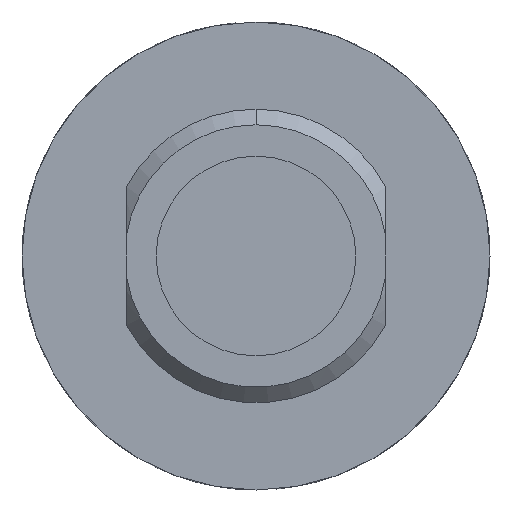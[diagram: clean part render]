
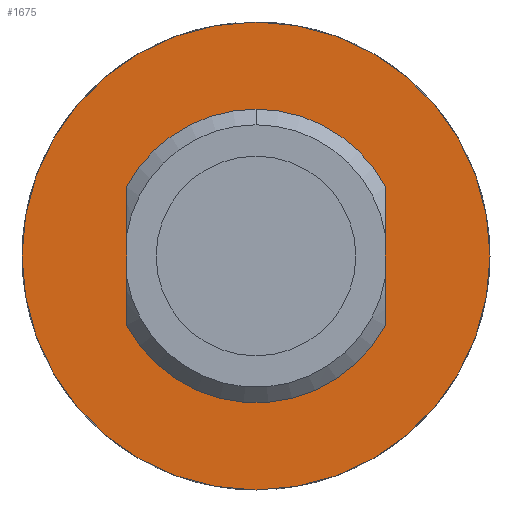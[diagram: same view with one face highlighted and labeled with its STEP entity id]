
A CAD part, front view. The second image highlights one B-rep face of the part: STEP entity #1675.
In plain terms, the highlighted planar face has unit normal (0, -1, 0).
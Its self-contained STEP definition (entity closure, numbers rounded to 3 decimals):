
#14 = ORIENTED_EDGE ( 'NONE', *, *, #2119, .T. ) ;
#61 = DIRECTION ( 'NONE',  ( 0., 1., 0. ) ) ;
#76 = ORIENTED_EDGE ( 'NONE', *, *, #209, .F. ) ;
#97 = CARTESIAN_POINT ( 'NONE',  ( 0., -29.304, 0. ) ) ;
#110 = CARTESIAN_POINT ( 'NONE',  ( 14.525, -29.304, 7.759 ) ) ;
#165 = ORIENTED_EDGE ( 'NONE', *, *, #1783, .T. ) ;
#189 = VERTEX_POINT ( 'NONE', #2018 ) ;
#209 = EDGE_CURVE ( 'NONE', #1654, #1575, #2338, .T. ) ;
#217 = DIRECTION ( 'NONE',  ( 0., 0., 1. ) ) ;
#364 = CARTESIAN_POINT ( 'NONE',  ( 0., -29.304, 0. ) ) ;
#471 = EDGE_LOOP ( 'NONE', ( #1114, #76 ) ) ;
#494 = VERTEX_POINT ( 'NONE', #1255 ) ;
#503 = AXIS2_PLACEMENT_3D ( 'NONE', #2406, #972, #1150 ) ;
#551 = CIRCLE ( 'NONE', #1934, 16.468 ) ;
#558 = PLANE ( 'NONE',  #503 ) ;
#572 = CARTESIAN_POINT ( 'NONE',  ( 14.525, -29.304, 41.268 ) ) ;
#585 = VERTEX_POINT ( 'NONE', #2138 ) ;
#613 = DIRECTION ( 'NONE',  ( 0., 0., 1. ) ) ;
#681 = DIRECTION ( 'NONE',  ( 0., 0., 1. ) ) ;
#697 = VERTEX_POINT ( 'NONE', #110 ) ;
#833 = CARTESIAN_POINT ( 'NONE',  ( -14.525, -29.304, 7.759 ) ) ;
#884 = DIRECTION ( 'NONE',  ( 0., 0., 1. ) ) ;
#932 = DIRECTION ( 'NONE',  ( 0., 0., 1. ) ) ;
#959 = CARTESIAN_POINT ( 'NONE',  ( 0., -29.304, -26.25 ) ) ;
#972 = DIRECTION ( 'NONE',  ( 0., 1., 0. ) ) ;
#1061 = DIRECTION ( 'NONE',  ( 0., 1., 0. ) ) ;
#1062 = EDGE_CURVE ( 'NONE', #585, #189, #551, .T. ) ;
#1114 = ORIENTED_EDGE ( 'NONE', *, *, #1808, .F. ) ;
#1124 = LINE ( 'NONE', #1909, #1442 ) ;
#1150 = DIRECTION ( 'NONE',  ( 0., 0., 1. ) ) ;
#1255 = CARTESIAN_POINT ( 'NONE',  ( 0., -29.304, 16.468 ) ) ;
#1258 = AXIS2_PLACEMENT_3D ( 'NONE', #364, #1445, #932 ) ;
#1265 = AXIS2_PLACEMENT_3D ( 'NONE', #2032, #1061, #884 ) ;
#1274 = DIRECTION ( 'NONE',  ( 0., 0., -1. ) ) ;
#1284 = LINE ( 'NONE', #572, #1437 ) ;
#1369 = AXIS2_PLACEMENT_3D ( 'NONE', #2171, #1983, #1546 ) ;
#1390 = ORIENTED_EDGE ( 'NONE', *, *, #1062, .T. ) ;
#1437 = VECTOR ( 'NONE', #1274, 1000. ) ;
#1442 = VECTOR ( 'NONE', #217, 1000. ) ;
#1445 = DIRECTION ( 'NONE',  ( 0., 1., 0. ) ) ;
#1450 = FACE_BOUND ( 'NONE', #2113, .T. ) ;
#1496 = FACE_OUTER_BOUND ( 'NONE', #471, .T. ) ;
#1546 = DIRECTION ( 'NONE',  ( 0., 0., 1. ) ) ;
#1575 = VERTEX_POINT ( 'NONE', #1874 ) ;
#1587 = CARTESIAN_POINT ( 'NONE',  ( 0., -29.304, 0. ) ) ;
#1640 = CIRCLE ( 'NONE', #1369, 26.25 ) ;
#1654 = VERTEX_POINT ( 'NONE', #959 ) ;
#1675 = ADVANCED_FACE ( 'NONE', ( #1450, #1496 ), #558, .F. ) ;
#1733 = EDGE_CURVE ( 'NONE', #189, #1775, #1124, .T. ) ;
#1775 = VERTEX_POINT ( 'NONE', #833 ) ;
#1783 = EDGE_CURVE ( 'NONE', #494, #697, #1884, .T. ) ;
#1808 = EDGE_CURVE ( 'NONE', #1575, #1654, #1640, .T. ) ;
#1874 = CARTESIAN_POINT ( 'NONE',  ( 0., -29.304, 26.25 ) ) ;
#1884 = CIRCLE ( 'NONE', #2319, 16.468 ) ;
#1909 = CARTESIAN_POINT ( 'NONE',  ( -14.525, -29.304, 41.268 ) ) ;
#1934 = AXIS2_PLACEMENT_3D ( 'NONE', #97, #61, #681 ) ;
#1983 = DIRECTION ( 'NONE',  ( 0., 1., 0. ) ) ;
#2018 = CARTESIAN_POINT ( 'NONE',  ( -14.525, -29.304, -7.759 ) ) ;
#2028 = ORIENTED_EDGE ( 'NONE', *, *, #2353, .T. ) ;
#2032 = CARTESIAN_POINT ( 'NONE',  ( 0., -29.304, 0. ) ) ;
#2113 = EDGE_LOOP ( 'NONE', ( #14, #165, #2028, #1390, #2253 ) ) ;
#2119 = EDGE_CURVE ( 'NONE', #1775, #494, #2208, .T. ) ;
#2138 = CARTESIAN_POINT ( 'NONE',  ( 14.525, -29.304, -7.759 ) ) ;
#2171 = CARTESIAN_POINT ( 'NONE',  ( 0., -29.304, 0. ) ) ;
#2208 = CIRCLE ( 'NONE', #1258, 16.468 ) ;
#2253 = ORIENTED_EDGE ( 'NONE', *, *, #1733, .T. ) ;
#2319 = AXIS2_PLACEMENT_3D ( 'NONE', #1587, #2349, #613 ) ;
#2338 = CIRCLE ( 'NONE', #1265, 26.25 ) ;
#2349 = DIRECTION ( 'NONE',  ( 0., 1., 0. ) ) ;
#2353 = EDGE_CURVE ( 'NONE', #697, #585, #1284, .T. ) ;
#2406 = CARTESIAN_POINT ( 'NONE',  ( 0., -29.304, 0. ) ) ;
